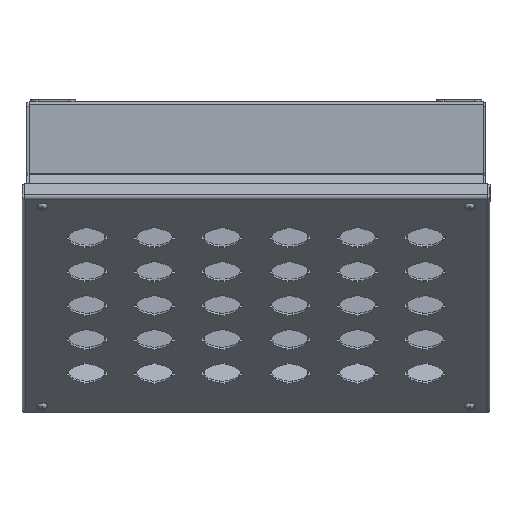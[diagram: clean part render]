
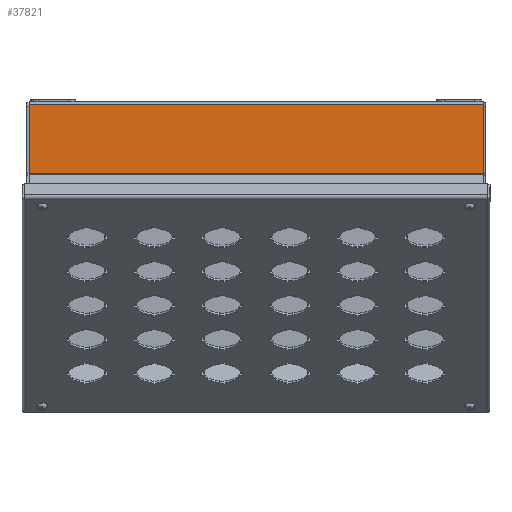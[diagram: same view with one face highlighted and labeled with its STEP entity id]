
A CAD part, top view. The second image highlights one B-rep face of the part: STEP entity #37821.
In plain terms, the highlighted planar face has unit normal (0, 0, 1).
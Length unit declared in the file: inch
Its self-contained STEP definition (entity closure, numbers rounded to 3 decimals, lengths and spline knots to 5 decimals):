
#3571 = LINE ( 'NONE', #24329, #25713 ) ;
#5785 = DIRECTION ( 'NONE',  ( -1., 0., 0. ) ) ;
#6485 = DIRECTION ( 'NONE',  ( 1., 0., 0. ) ) ;
#6845 = CARTESIAN_POINT ( 'NONE',  ( -7.553, -5.4097, 6.30767 ) ) ;
#7362 = ORIENTED_EDGE ( 'NONE', *, *, #27931, .F. ) ;
#7593 = PLANE ( 'NONE',  #23239 ) ;
#7987 = CARTESIAN_POINT ( 'NONE',  ( -7.553, 1.88144, 6.30767 ) ) ;
#9422 = EDGE_CURVE ( 'NONE', #34728, #23998, #24327, .T. ) ;
#10491 = DIRECTION ( 'NONE',  ( 0., 1., 0. ) ) ;
#12389 = VECTOR ( 'NONE', #10491, 39.37008 ) ;
#12753 = ORIENTED_EDGE ( 'NONE', *, *, #9422, .F. ) ;
#13196 = ORIENTED_EDGE ( 'NONE', *, *, #23992, .T. ) ;
#13459 = VECTOR ( 'NONE', #19709, 39.37008 ) ;
#14144 = EDGE_LOOP ( 'NONE', ( #7362, #12753, #33570, #13196 ) ) ;
#15756 = VERTEX_POINT ( 'NONE', #24493 ) ;
#19308 = DIRECTION ( 'NONE',  ( 0., 0., -1. ) ) ;
#19709 = DIRECTION ( 'NONE',  ( -1., 0., 0. ) ) ;
#21103 = CARTESIAN_POINT ( 'NONE',  ( -7.553, 4.1698, 6.30767 ) ) ;
#21836 = CARTESIAN_POINT ( 'NONE',  ( -7.553, 4.1698, 6.30767 ) ) ;
#23239 = AXIS2_PLACEMENT_3D ( 'NONE', #34984, #19308, #5785 ) ;
#23982 = LINE ( 'NONE', #21103, #33280 ) ;
#23992 = EDGE_CURVE ( 'NONE', #15756, #32882, #3571, .T. ) ;
#23998 = VERTEX_POINT ( 'NONE', #21836 ) ;
#24172 = EDGE_CURVE ( 'NONE', #15756, #34728, #34300, .T. ) ;
#24327 = LINE ( 'NONE', #6845, #12389 ) ;
#24329 = CARTESIAN_POINT ( 'NONE',  ( 7.553, 0.7153, 6.30767 ) ) ;
#24493 = CARTESIAN_POINT ( 'NONE',  ( 7.553, 1.88144, 6.30767 ) ) ;
#25713 = VECTOR ( 'NONE', #35855, 39.37008 ) ;
#27931 = EDGE_CURVE ( 'NONE', #23998, #32882, #23982, .T. ) ;
#32107 = FACE_OUTER_BOUND ( 'NONE', #14144, .T. ) ;
#32882 = VERTEX_POINT ( 'NONE', #33700 ) ;
#33280 = VECTOR ( 'NONE', #6485, 39.37008 ) ;
#33570 = ORIENTED_EDGE ( 'NONE', *, *, #24172, .F. ) ;
#33700 = CARTESIAN_POINT ( 'NONE',  ( 7.553, 4.1698, 6.30767 ) ) ;
#34300 = LINE ( 'NONE', #7987, #13459 ) ;
#34728 = VERTEX_POINT ( 'NONE', #36126 ) ;
#34984 = CARTESIAN_POINT ( 'NONE',  ( -7.553, 4.2778, 6.30767 ) ) ;
#35855 = DIRECTION ( 'NONE',  ( 0., 1., 0. ) ) ;
#36126 = CARTESIAN_POINT ( 'NONE',  ( -7.553, 1.88144, 6.30767 ) ) ;
#37821 = ADVANCED_FACE ( 'NONE', ( #32107 ), #7593, .F. ) ;
